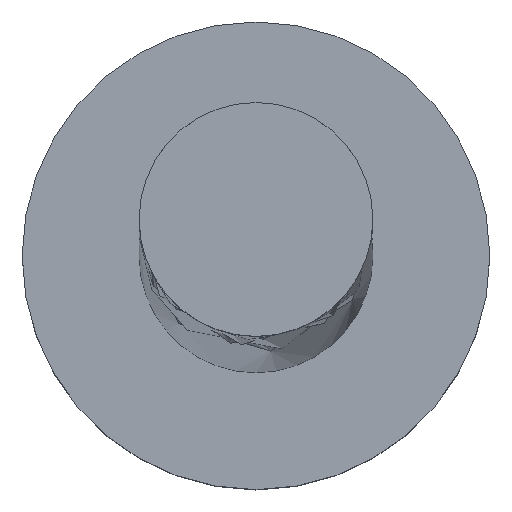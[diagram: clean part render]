
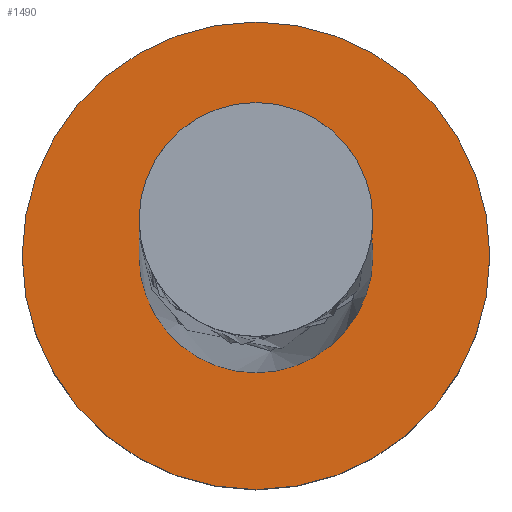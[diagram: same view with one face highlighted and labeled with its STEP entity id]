
A CAD part, top view. The second image highlights one B-rep face of the part: STEP entity #1490.
In plain terms, the highlighted planar face has unit normal (0, 0, 1).
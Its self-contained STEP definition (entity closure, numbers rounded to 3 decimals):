
#31 = CARTESIAN_POINT ( 'NONE',  ( 0., 0., 3. ) ) ;
#77 = VERTEX_POINT ( 'NONE', #852 ) ;
#104 = ORIENTED_EDGE ( 'NONE', *, *, #427, .F. ) ;
#117 = CIRCLE ( 'NONE', #262, 3.5 ) ;
#151 = EDGE_CURVE ( 'NONE', #1626, #824, #1449, .T. ) ;
#167 = DIRECTION ( 'NONE',  ( 0., 0., 1. ) ) ;
#229 = CIRCLE ( 'NONE', #1098, 3.5 ) ;
#256 = CARTESIAN_POINT ( 'NONE',  ( 3.5, 0., 3. ) ) ;
#259 = AXIS2_PLACEMENT_3D ( 'NONE', #1268, #1698, #995 ) ;
#262 = AXIS2_PLACEMENT_3D ( 'NONE', #578, #1135, #1527 ) ;
#427 = EDGE_CURVE ( 'NONE', #824, #1626, #842, .T. ) ;
#545 = ORIENTED_EDGE ( 'NONE', *, *, #1037, .T. ) ;
#578 = CARTESIAN_POINT ( 'NONE',  ( 0., 0., 3. ) ) ;
#586 = CARTESIAN_POINT ( 'NONE',  ( 1.75, 0., 3. ) ) ;
#649 = EDGE_LOOP ( 'NONE', ( #690, #104 ) ) ;
#668 = EDGE_CURVE ( 'NONE', #1655, #77, #117, .T. ) ;
#672 = CARTESIAN_POINT ( 'NONE',  ( 0., 0., 3. ) ) ;
#690 = ORIENTED_EDGE ( 'NONE', *, *, #151, .F. ) ;
#725 = DIRECTION ( 'NONE',  ( 1., 0., 0. ) ) ;
#770 = DIRECTION ( 'NONE',  ( 0., 0., 1. ) ) ;
#803 = DIRECTION ( 'NONE',  ( 1., 0., 0. ) ) ;
#824 = VERTEX_POINT ( 'NONE', #586 ) ;
#842 = CIRCLE ( 'NONE', #259, 1.75 ) ;
#852 = CARTESIAN_POINT ( 'NONE',  ( -3.5, 0., 3. ) ) ;
#876 = AXIS2_PLACEMENT_3D ( 'NONE', #672, #1047, #803 ) ;
#905 = CARTESIAN_POINT ( 'NONE',  ( 0., 0., 3. ) ) ;
#995 = DIRECTION ( 'NONE',  ( 1., 0., 0. ) ) ;
#1037 = EDGE_CURVE ( 'NONE', #77, #1655, #229, .T. ) ;
#1038 = DIRECTION ( 'NONE',  ( 1., 0., 0. ) ) ;
#1047 = DIRECTION ( 'NONE',  ( 0., 0., 1. ) ) ;
#1098 = AXIS2_PLACEMENT_3D ( 'NONE', #905, #770, #1038 ) ;
#1135 = DIRECTION ( 'NONE',  ( 0., 0., 1. ) ) ;
#1268 = CARTESIAN_POINT ( 'NONE',  ( 0., 0., 3. ) ) ;
#1336 = PLANE ( 'NONE',  #876 ) ;
#1449 = CIRCLE ( 'NONE', #1477, 1.75 ) ;
#1477 = AXIS2_PLACEMENT_3D ( 'NONE', #31, #167, #725 ) ;
#1484 = FACE_OUTER_BOUND ( 'NONE', #1505, .T. ) ;
#1490 = ADVANCED_FACE ( 'NONE', ( #1494, #1484 ), #1336, .T. ) ;
#1494 = FACE_BOUND ( 'NONE', #649, .T. ) ;
#1503 = CARTESIAN_POINT ( 'NONE',  ( -1.75, 0., 3. ) ) ;
#1505 = EDGE_LOOP ( 'NONE', ( #545, #1739 ) ) ;
#1527 = DIRECTION ( 'NONE',  ( 1., 0., 0. ) ) ;
#1626 = VERTEX_POINT ( 'NONE', #1503 ) ;
#1655 = VERTEX_POINT ( 'NONE', #256 ) ;
#1698 = DIRECTION ( 'NONE',  ( 0., 0., 1. ) ) ;
#1739 = ORIENTED_EDGE ( 'NONE', *, *, #668, .T. ) ;
